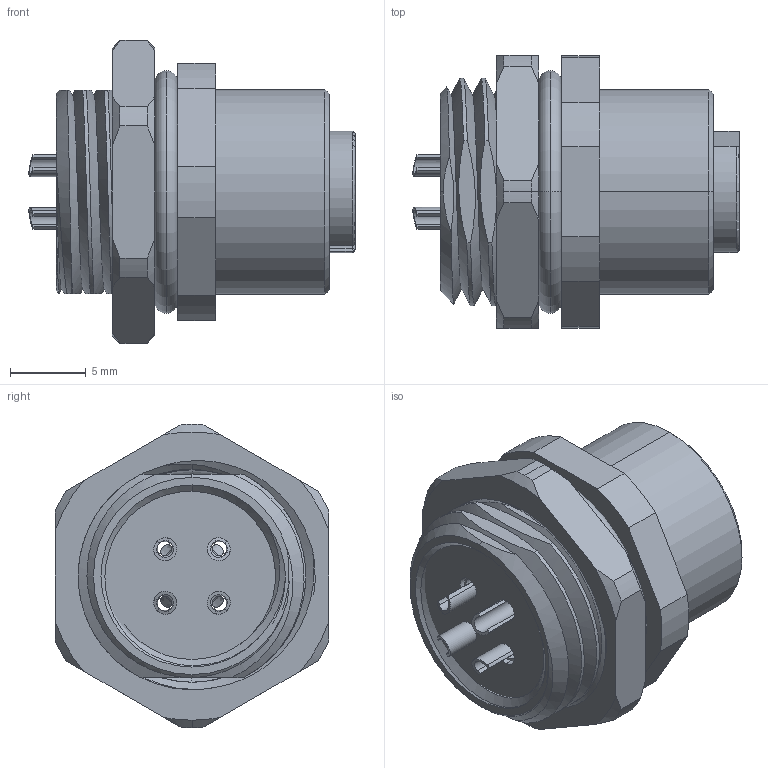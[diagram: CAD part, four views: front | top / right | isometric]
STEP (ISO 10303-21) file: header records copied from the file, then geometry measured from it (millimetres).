
FILE_DESCRIPTION (( 'STEP AP203' ), '1' );
FILE_NAME ('54-00368revA.STEP', '2023-02-09T18:55:45', ( '' ), ( '' ), 'SwSTEP 2.0', 'SolidWorks 2021', '' );
FILE_SCHEMA (( 'CONFIG_CONTROL_DESIGN' ));
Length unit declared in the file: millimetre
Products named in the file (7): 54-00368-01___; 54-00368-03___; 54-00368-02___; 54-00368-05___; 54-00368revA; 54-00368-04___; 54-00368-06___
Assembly tree (9 placements, depth 2):
  54-00368revA
    54-00368-01___
    54-00368-02___
    54-00368-03___  x4
    54-00368-04___
    54-00368-05___
    54-00368-06___
Bounding box: 21.5 x 18 x 20 mm (x, y, z)
Volume: 2787.7 mm3; surface area: 5239.5 mm2
Topology: 9 solids, 9 shells, 537 faces, 1385 edges, 881 vertices
Faces by surface type: cylinder 193, plane 157, torus 85, cone 69, bspline 33
Entity records: 12854 total; most frequent: CARTESIAN_POINT 5481, ORIENTED_EDGE 1468, DIRECTION 1301, EDGE_CURVE 734, AXIS2_PLACEMENT_3D 519, VERTEX_POINT 473, EDGE_LOOP 309, ADVANCED_FACE 282
